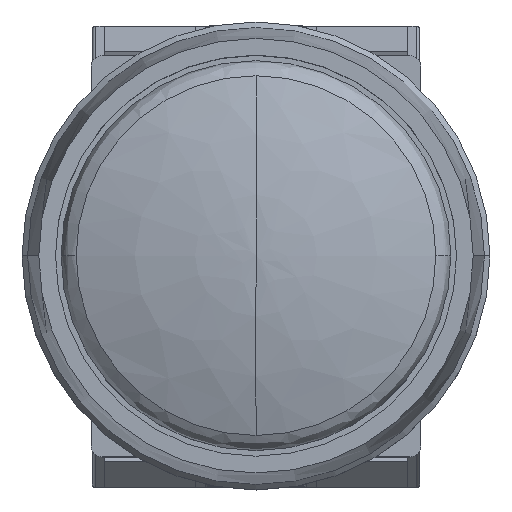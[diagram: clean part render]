
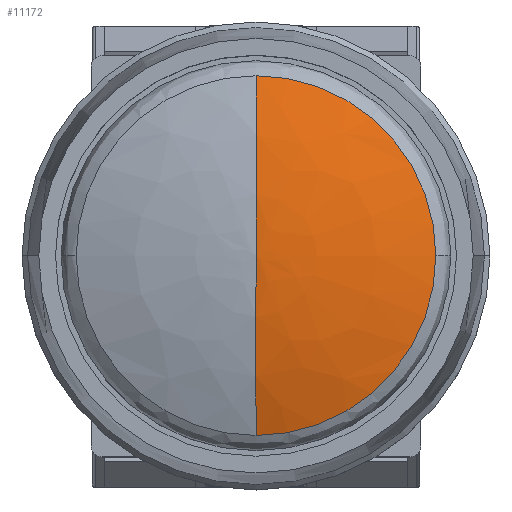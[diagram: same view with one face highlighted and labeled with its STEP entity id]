
A CAD part, top view. The second image highlights one B-rep face of the part: STEP entity #11172.
In plain terms, the highlighted free-form (B-spline) face has degree [3, 3] with [4, 4] control points.
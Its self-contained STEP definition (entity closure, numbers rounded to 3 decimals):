
#480 = AXIS2_PLACEMENT_3D ( 'NONE', #11397, #2612, #6524 ) ;
#655 = CARTESIAN_POINT ( 'NONE',  ( 16.146, 0., 14.021 ) ) ;
#848 = CARTESIAN_POINT ( 'NONE',  ( 0., 10.936, 15.799 ) ) ;
#997 = CIRCLE ( 'NONE', #2626, 50. ) ;
#1111 = ORIENTED_EDGE ( 'NONE', *, *, #2578, .T. ) ;
#1539 = CARTESIAN_POINT ( 'NONE',  ( 0., 0., 14.021 ) ) ;
#1805 = CARTESIAN_POINT ( 'NONE',  ( 11.01, 5.505, 16.7 ) ) ;
#2138 = CARTESIAN_POINT ( 'NONE',  ( 0., 0., -33.3 ) ) ;
#2377 = EDGE_LOOP ( 'NONE', ( #8450, #1111, #2929, #9367 ) ) ;
#2578 = EDGE_CURVE ( 'NONE', #6750, #11363, #5993, .T. ) ;
#2612 = DIRECTION ( 'NONE',  ( 1., 0., 0. ) ) ;
#2626 = AXIS2_PLACEMENT_3D ( 'NONE', #2138, #6047, #9966 ) ;
#2755 = CARTESIAN_POINT ( 'NONE',  ( 0., 0., 16.7 ) ) ;
#2825 = CARTESIAN_POINT ( 'NONE',  ( 0., -16.146, 14.021 ) ) ;
#2929 = ORIENTED_EDGE ( 'NONE', *, *, #4541, .F. ) ;
#3777 = CARTESIAN_POINT ( 'NONE',  ( 0., 16.146, 14.021 ) ) ;
#3875 = CARTESIAN_POINT ( 'NONE',  ( 0., 0., 14.021 ) ) ;
#4393 = AXIS2_PLACEMENT_3D ( 'NONE', #3875, #7788, #11702 ) ;
#4541 = EDGE_CURVE ( 'NONE', #12322, #11363, #9928, .T. ) ;
#4742 = CARTESIAN_POINT ( 'NONE',  ( 21.872, 10.936, 15.799 ) ) ;
#5440 = DIRECTION ( 'NONE',  ( 0., 0., -1. ) ) ;
#5709 = CARTESIAN_POINT ( 'NONE',  ( 11.01, -5.505, 16.7 ) ) ;
#5898 = VERTEX_POINT ( 'NONE', #6627 ) ;
#5993 = CIRCLE ( 'NONE', #480, 50. ) ;
#6047 = DIRECTION ( 'NONE',  ( -1., 0., 0. ) ) ;
#6524 = DIRECTION ( 'NONE',  ( 0., 0., 1. ) ) ;
#6627 = CARTESIAN_POINT ( 'NONE',  ( 0., 16.146, 14.021 ) ) ;
#6668 = CARTESIAN_POINT ( 'NONE',  ( 0., 0., 16.7 ) ) ;
#6750 = VERTEX_POINT ( 'NONE', #10233 ) ;
#7630 = CARTESIAN_POINT ( 'NONE',  ( 0., 0., 16.7 ) ) ;
#7696 = CARTESIAN_POINT ( 'NONE',  ( 32.292, 16.146, 14.021 ) ) ;
#7788 = DIRECTION ( 'NONE',  ( 0., 0., -1. ) ) ;
#8450 = ORIENTED_EDGE ( 'NONE', *, *, #10051, .F. ) ;
#8658 = CARTESIAN_POINT ( 'NONE',  ( 21.872, -10.936, 15.799 ) ) ;
#9363 = DIRECTION ( 'NONE',  ( 0., 1., 0. ) ) ;
#9367 = ORIENTED_EDGE ( 'NONE', *, *, #11450, .F. ) ;
#9445 =( BOUNDED_SURFACE ( )  B_SPLINE_SURFACE ( 3, 3, ( 
 ( #7630, #11544, #2755, #6668 ),
 ( #10586, #1805, #5709, #9628 ),
 ( #848, #4742, #8658, #12595 ),
 ( #3777, #7696, #11612, #2825 ) ),
 .UNSPECIFIED., .F., .F., .T. ) 
 B_SPLINE_SURFACE_WITH_KNOTS ( ( 4, 4 ),
 ( 4, 4 ),
 ( 0., 1. ),
 ( 0., 1. ),
 .UNSPECIFIED. ) 
 GEOMETRIC_REPRESENTATION_ITEM ( )  RATIONAL_B_SPLINE_SURFACE ( (
 ( 1., 0.333, 0.333, 1.),
 ( 0.991, 0.33, 0.33, 0.991),
 ( 0.991, 0.33, 0.33, 0.991),
 ( 1., 0.333, 0.333, 1.) ) ) 
 REPRESENTATION_ITEM ( '' )  SURFACE ( )  );
#9628 = CARTESIAN_POINT ( 'NONE',  ( 0., -5.505, 16.7 ) ) ;
#9792 = CIRCLE ( 'NONE', #9805, 16.146 ) ;
#9805 = AXIS2_PLACEMENT_3D ( 'NONE', #1539, #5440, #9363 ) ;
#9928 = CIRCLE ( 'NONE', #4393, 16.146 ) ;
#9966 = DIRECTION ( 'NONE',  ( 0., 0., 1. ) ) ;
#10051 = EDGE_CURVE ( 'NONE', #6750, #5898, #997, .T. ) ;
#10131 = CARTESIAN_POINT ( 'NONE',  ( 0., -16.146, 14.021 ) ) ;
#10233 = CARTESIAN_POINT ( 'NONE',  ( 0., 0., 16.7 ) ) ;
#10586 = CARTESIAN_POINT ( 'NONE',  ( 0., 5.505, 16.7 ) ) ;
#11172 = ADVANCED_FACE ( 'NONE', ( #12532 ), #9445, .F. ) ;
#11363 = VERTEX_POINT ( 'NONE', #10131 ) ;
#11397 = CARTESIAN_POINT ( 'NONE',  ( 0., 0., -33.3 ) ) ;
#11450 = EDGE_CURVE ( 'NONE', #5898, #12322, #9792, .T. ) ;
#11544 = CARTESIAN_POINT ( 'NONE',  ( 0., 0., 16.7 ) ) ;
#11612 = CARTESIAN_POINT ( 'NONE',  ( 32.292, -16.146, 14.021 ) ) ;
#11702 = DIRECTION ( 'NONE',  ( 0., 1., 0. ) ) ;
#12322 = VERTEX_POINT ( 'NONE', #655 ) ;
#12532 = FACE_OUTER_BOUND ( 'NONE', #2377, .T. ) ;
#12595 = CARTESIAN_POINT ( 'NONE',  ( 0., -10.936, 15.799 ) ) ;
